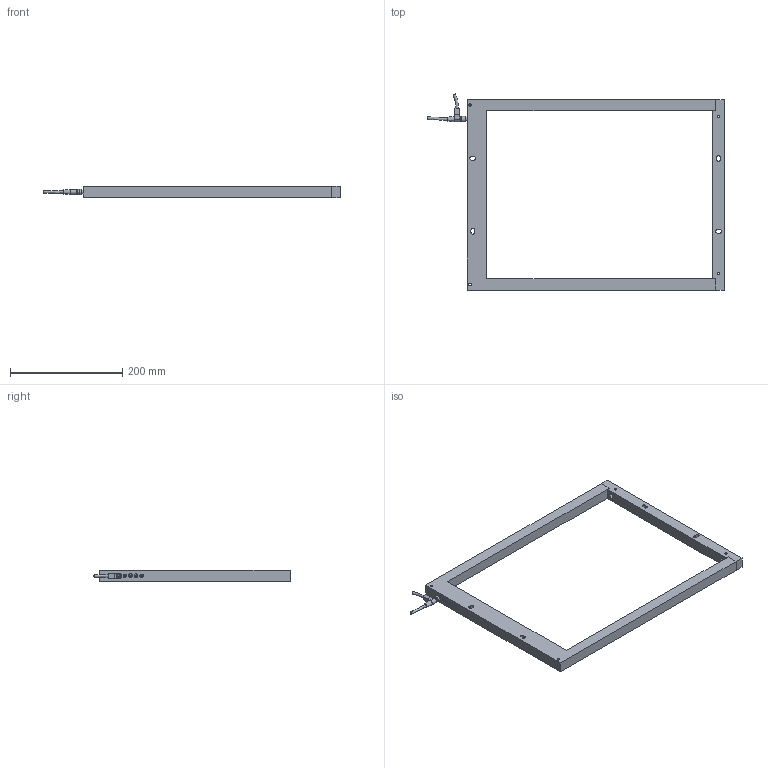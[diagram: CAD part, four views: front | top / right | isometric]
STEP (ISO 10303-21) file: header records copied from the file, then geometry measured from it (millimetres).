
FILE_DESCRIPTION(/* description */ (''),/* implementation_level */ '2;1');
FILE_NAME(/* name */ 'OHM00370.stp',/* time_stamp */ '2016-10-07T13:46:47+02:00',/* author */ ('mitarbeiter'),/* organization */ (''),/* preprocessor_version */ 'ST-DEVELOPER v15.2',/* originating_system */ 'Autodesk Inventor 2014',/* authorisation */ '');
FILE_SCHEMA (('AUTOMOTIVE_DESIGN { 1 0 10303 214 3 1 1 }'));
Length unit declared in the file: millimetre
Products named in the file (6): OGWSD 300; Traverse OGWSD 300; Stecker_abgewinkelt; Stecker_gerade; Steckeranschlu; OHM00370
Bounding box: 528.71 x 350.09 x 20 mm (x, y, z)
Volume: 679955.7 mm3; surface area: 137732.3 mm2
Topology: 5 solids, 5 shells, 152 faces, 349 edges, 229 vertices
Faces by surface type: plane 104, cylinder 42, cone 4, bspline 2
Full cylindrical faces by diameter (mm): 1.5 x2, 2 x1, 2.5 x4, 4.134 x2, 4.2 x10, 6 x4, 6.5 x1, 7 x3, 8 x3, 9 x2, 10 x2
Entity records: 4407 total; most frequent: CARTESIAN_POINT 936, DIRECTION 706, ORIENTED_EDGE 600, EDGE_CURVE 300, AXIS2_PLACEMENT_3D 250, EDGE_LOOP 240, VERTEX_POINT 218, LINE 206
